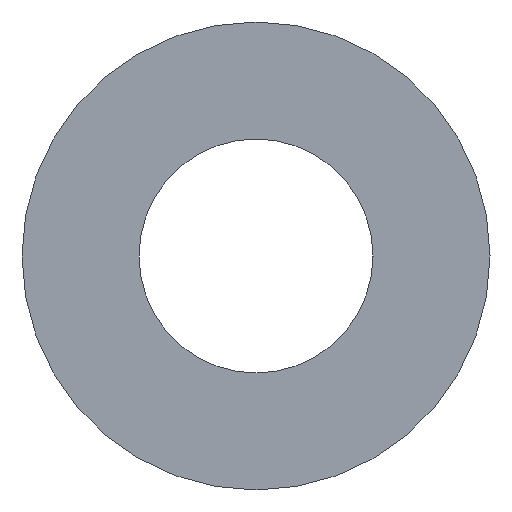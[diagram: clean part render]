
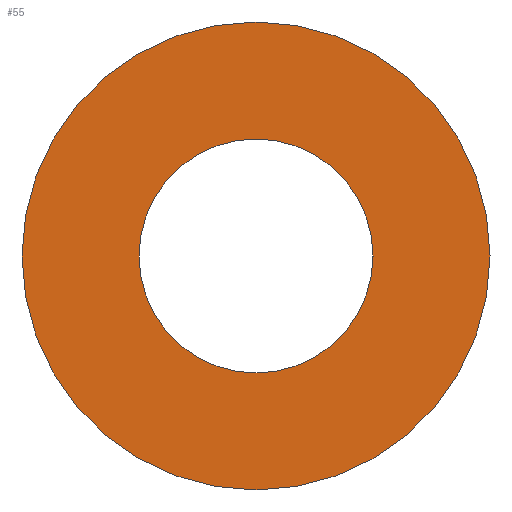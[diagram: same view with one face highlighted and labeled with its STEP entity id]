
A CAD part, front view. The second image highlights one B-rep face of the part: STEP entity #55.
In plain terms, the highlighted planar face has unit normal (0, -1, 0).
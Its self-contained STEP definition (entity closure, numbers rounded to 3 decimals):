
#3 = ORIENTED_EDGE ( 'NONE', *, *, #222, .F. ) ;
#4 = DIRECTION ( 'NONE',  ( 0., 1., 0. ) ) ;
#9 = DIRECTION ( 'NONE',  ( 0., 1., 0. ) ) ;
#12 = DIRECTION ( 'NONE',  ( 0., 0., 1. ) ) ;
#14 = CIRCLE ( 'NONE', #159, 17. ) ;
#20 = EDGE_CURVE ( 'NONE', #197, #215, #170, .T. ) ;
#26 = DIRECTION ( 'NONE',  ( 0., 1., 0. ) ) ;
#28 = VERTEX_POINT ( 'NONE', #157 ) ;
#32 = DIRECTION ( 'NONE',  ( 0., 1., 0. ) ) ;
#33 = CARTESIAN_POINT ( 'NONE',  ( 0., -3., 0. ) ) ;
#36 = DIRECTION ( 'NONE',  ( 0., 0., 1. ) ) ;
#39 = EDGE_CURVE ( 'NONE', #28, #237, #14, .T. ) ;
#47 = CARTESIAN_POINT ( 'NONE',  ( 0., -3., 0. ) ) ;
#49 = EDGE_LOOP ( 'NONE', ( #84, #140 ) ) ;
#54 = FACE_BOUND ( 'NONE', #49, .T. ) ;
#55 = ADVANCED_FACE ( 'NONE', ( #165, #54 ), #183, .F. ) ;
#56 = AXIS2_PLACEMENT_3D ( 'NONE', #223, #74, #36 ) ;
#61 = EDGE_LOOP ( 'NONE', ( #100, #3 ) ) ;
#68 = AXIS2_PLACEMENT_3D ( 'NONE', #33, #9, #246 ) ;
#74 = DIRECTION ( 'NONE',  ( 0., 1., 0. ) ) ;
#84 = ORIENTED_EDGE ( 'NONE', *, *, #198, .T. ) ;
#87 = CIRCLE ( 'NONE', #68, 17. ) ;
#93 = CARTESIAN_POINT ( 'NONE',  ( 8.5, -3., 0. ) ) ;
#100 = ORIENTED_EDGE ( 'NONE', *, *, #39, .F. ) ;
#117 = AXIS2_PLACEMENT_3D ( 'NONE', #93, #32, #12 ) ;
#140 = ORIENTED_EDGE ( 'NONE', *, *, #20, .T. ) ;
#143 = CARTESIAN_POINT ( 'NONE',  ( 0., -3., 0. ) ) ;
#147 = CARTESIAN_POINT ( 'NONE',  ( 0., -3., -17. ) ) ;
#157 = CARTESIAN_POINT ( 'NONE',  ( 0., -3., 17. ) ) ;
#159 = AXIS2_PLACEMENT_3D ( 'NONE', #47, #26, #182 ) ;
#165 = FACE_OUTER_BOUND ( 'NONE', #61, .T. ) ;
#170 = CIRCLE ( 'NONE', #175, 8.5 ) ;
#175 = AXIS2_PLACEMENT_3D ( 'NONE', #143, #4, #217 ) ;
#180 = CIRCLE ( 'NONE', #56, 8.5 ) ;
#182 = DIRECTION ( 'NONE',  ( 0., 0., 1. ) ) ;
#183 = PLANE ( 'NONE',  #117 ) ;
#197 = VERTEX_POINT ( 'NONE', #248 ) ;
#198 = EDGE_CURVE ( 'NONE', #215, #197, #180, .T. ) ;
#206 = CARTESIAN_POINT ( 'NONE',  ( 0., -3., 8.5 ) ) ;
#215 = VERTEX_POINT ( 'NONE', #206 ) ;
#217 = DIRECTION ( 'NONE',  ( 0., 0., 1. ) ) ;
#222 = EDGE_CURVE ( 'NONE', #237, #28, #87, .T. ) ;
#223 = CARTESIAN_POINT ( 'NONE',  ( 0., -3., 0. ) ) ;
#237 = VERTEX_POINT ( 'NONE', #147 ) ;
#246 = DIRECTION ( 'NONE',  ( 0., 0., 1. ) ) ;
#248 = CARTESIAN_POINT ( 'NONE',  ( 0., -3., -8.5 ) ) ;
